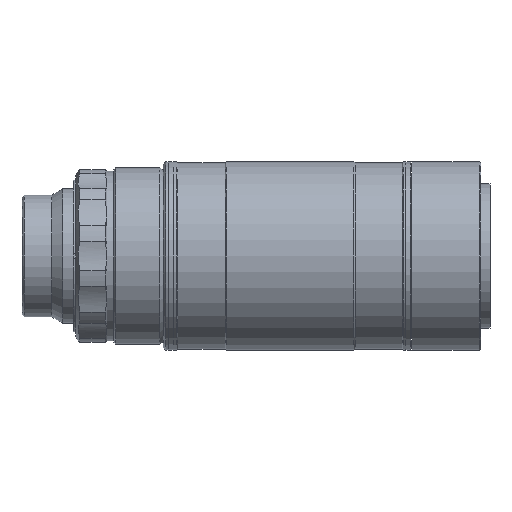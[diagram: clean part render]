
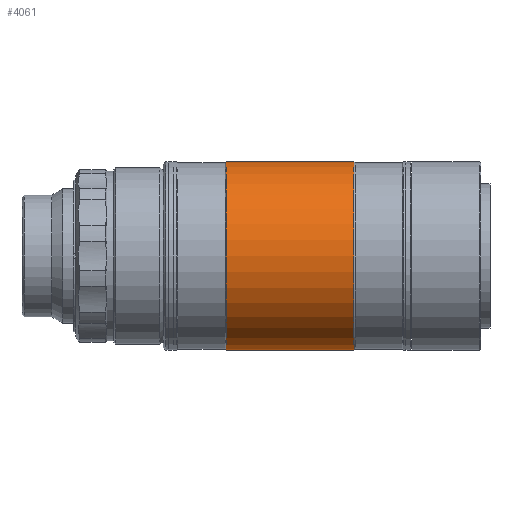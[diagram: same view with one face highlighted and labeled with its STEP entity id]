
A CAD part, front view. The second image highlights one B-rep face of the part: STEP entity #4061.
In plain terms, the highlighted cylindrical face has radius 38 mm (diameter 76 mm), a partial arc.
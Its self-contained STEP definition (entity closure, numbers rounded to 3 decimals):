
#43 = AXIS2_PLACEMENT_3D ( 'NONE', #4159, #3735, #2023 ) ;
#162 = EDGE_LOOP ( 'NONE', ( #450, #3202, #440, #575 ) ) ;
#255 = VECTOR ( 'NONE', #1813, 1000. ) ;
#351 = EDGE_CURVE ( 'NONE', #1869, #1633, #1294, .T. ) ;
#416 = AXIS2_PLACEMENT_3D ( 'NONE', #714, #3862, #1004 ) ;
#440 = ORIENTED_EDGE ( 'NONE', *, *, #3395, .T. ) ;
#450 = ORIENTED_EDGE ( 'NONE', *, *, #351, .F. ) ;
#575 = ORIENTED_EDGE ( 'NONE', *, *, #2842, .T. ) ;
#714 = CARTESIAN_POINT ( 'NONE',  ( -115.305, 0., 0. ) ) ;
#1004 = DIRECTION ( 'NONE',  ( 0., 0., -1. ) ) ;
#1154 = AXIS2_PLACEMENT_3D ( 'NONE', #1908, #3310, #2649 ) ;
#1240 = FACE_OUTER_BOUND ( 'NONE', #162, .T. ) ;
#1294 = LINE ( 'NONE', #3406, #1602 ) ;
#1483 = CIRCLE ( 'NONE', #43, 38. ) ;
#1502 = CARTESIAN_POINT ( 'NONE',  ( -64.005, 0., -38. ) ) ;
#1602 = VECTOR ( 'NONE', #3845, 1000. ) ;
#1633 = VERTEX_POINT ( 'NONE', #2182 ) ;
#1641 = VERTEX_POINT ( 'NONE', #2526 ) ;
#1712 = EDGE_CURVE ( 'NONE', #1869, #1641, #1483, .T. ) ;
#1789 = CARTESIAN_POINT ( 'NONE',  ( -10.805, 0., 38. ) ) ;
#1813 = DIRECTION ( 'NONE',  ( -1., 0., 0. ) ) ;
#1869 = VERTEX_POINT ( 'NONE', #1502 ) ;
#1908 = CARTESIAN_POINT ( 'NONE',  ( -10.805, 0., 0. ) ) ;
#2023 = DIRECTION ( 'NONE',  ( 0., 0., 1. ) ) ;
#2182 = CARTESIAN_POINT ( 'NONE',  ( -115.305, 0., -38. ) ) ;
#2200 = LINE ( 'NONE', #1789, #255 ) ;
#2526 = CARTESIAN_POINT ( 'NONE',  ( -64.005, 0., 38. ) ) ;
#2607 = CYLINDRICAL_SURFACE ( 'NONE', #1154, 38. ) ;
#2649 = DIRECTION ( 'NONE',  ( 0., 0., 1. ) ) ;
#2842 = EDGE_CURVE ( 'NONE', #3134, #1633, #4370, .T. ) ;
#3134 = VERTEX_POINT ( 'NONE', #4386 ) ;
#3202 = ORIENTED_EDGE ( 'NONE', *, *, #1712, .T. ) ;
#3310 = DIRECTION ( 'NONE',  ( -1., 0., 0. ) ) ;
#3395 = EDGE_CURVE ( 'NONE', #1641, #3134, #2200, .T. ) ;
#3406 = CARTESIAN_POINT ( 'NONE',  ( -10.805, 0., -38. ) ) ;
#3735 = DIRECTION ( 'NONE',  ( -1., 0., 0. ) ) ;
#3845 = DIRECTION ( 'NONE',  ( -1., 0., 0. ) ) ;
#3862 = DIRECTION ( 'NONE',  ( 1., 0., 0. ) ) ;
#4061 = ADVANCED_FACE ( 'NONE', ( #1240 ), #2607, .T. ) ;
#4159 = CARTESIAN_POINT ( 'NONE',  ( -64.005, 0., 0. ) ) ;
#4370 = CIRCLE ( 'NONE', #416, 38. ) ;
#4386 = CARTESIAN_POINT ( 'NONE',  ( -115.305, 0., 38. ) ) ;
